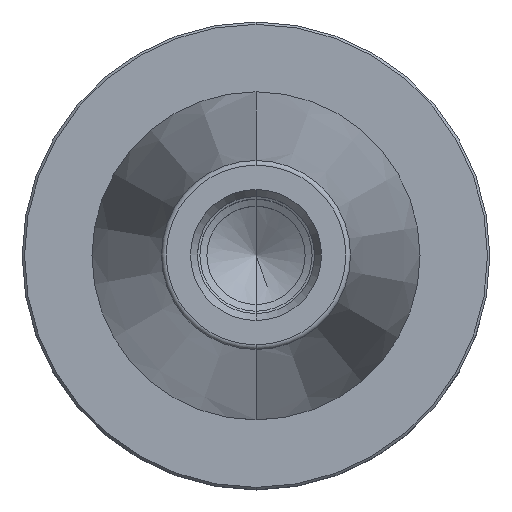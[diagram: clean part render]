
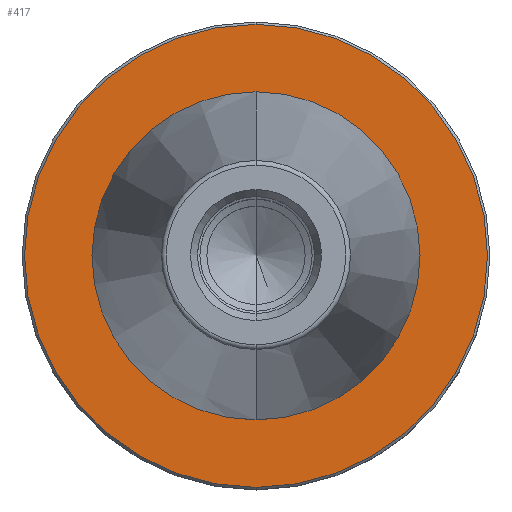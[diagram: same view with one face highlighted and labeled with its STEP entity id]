
A CAD part, top view. The second image highlights one B-rep face of the part: STEP entity #417.
In plain terms, the highlighted planar face has unit normal (0, 0, 1).
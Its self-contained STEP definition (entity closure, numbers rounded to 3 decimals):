
#335=EDGE_CURVE('',#737,#425,#880,.T.);
#385=EDGE_CURVE('',#569,#453,#937,.T.);
#417=ADVANCED_FACE('',(#974,#975),#976,.T.);
#425=VERTEX_POINT('',#984);
#453=VERTEX_POINT('',#1016);
#505=EDGE_CURVE('',#425,#737,#1074,.T.);
#569=VERTEX_POINT('',#1147);
#585=EDGE_CURVE('',#453,#569,#1164,.T.);
#737=VERTEX_POINT('',#1335);
#880=CIRCLE('',#1493,49.5);
#937=CIRCLE('',#1568,35.071);
#974=FACE_OUTER_BOUND('',#1617,.T.);
#975=FACE_BOUND('',#1618,.T.);
#976=PLANE('',#1619);
#984=CARTESIAN_POINT('',(0.,-49.5,-3.0));
#1016=CARTESIAN_POINT('',(0.0,35.071,-3.0));
#1074=CIRCLE('',#1750,49.5);
#1147=CARTESIAN_POINT('',(0.,-35.071,-3.0));
#1164=CIRCLE('',#1867,35.071);
#1335=CARTESIAN_POINT('',(0.0,49.5,-3.0));
#1493=AXIS2_PLACEMENT_3D('',#2263,#2264,#2265);
#1568=AXIS2_PLACEMENT_3D('',#2332,#2333,#2334);
#1617=EDGE_LOOP('',(#2389,#2390));
#1618=EDGE_LOOP('',(#2391,#2392));
#1619=AXIS2_PLACEMENT_3D('',#2393,#2394,#2395);
#1750=AXIS2_PLACEMENT_3D('',#2521,#2522,#2523);
#1867=AXIS2_PLACEMENT_3D('',#2633,#2634,#2635);
#2263=CARTESIAN_POINT('',(0.0,0.0,-3.0));
#2264=DIRECTION('',(0.0,0.0,-1.0));
#2265=DIRECTION('',(0.0,1.0,0.0));
#2332=CARTESIAN_POINT('',(0.0,0.0,-3.0));
#2333=DIRECTION('',(0.0,0.0,-1.0));
#2334=DIRECTION('',(0.0,1.0,0.0));
#2389=ORIENTED_EDGE('',*,*,#335,.F.);
#2390=ORIENTED_EDGE('',*,*,#505,.F.);
#2391=ORIENTED_EDGE('',*,*,#585,.T.);
#2392=ORIENTED_EDGE('',*,*,#385,.T.);
#2393=CARTESIAN_POINT('',(0.0,42.285,-3.0));
#2394=DIRECTION('',(-0.0,0.0,1.0));
#2395=DIRECTION('',(0.0,-1.0,0.0));
#2521=CARTESIAN_POINT('',(0.0,0.0,-3.0));
#2522=DIRECTION('',(0.0,0.0,-1.0));
#2523=DIRECTION('',(0.0,1.0,0.0));
#2633=CARTESIAN_POINT('',(0.0,0.0,-3.0));
#2634=DIRECTION('',(0.0,0.0,-1.0));
#2635=DIRECTION('',(0.0,1.0,0.0));
